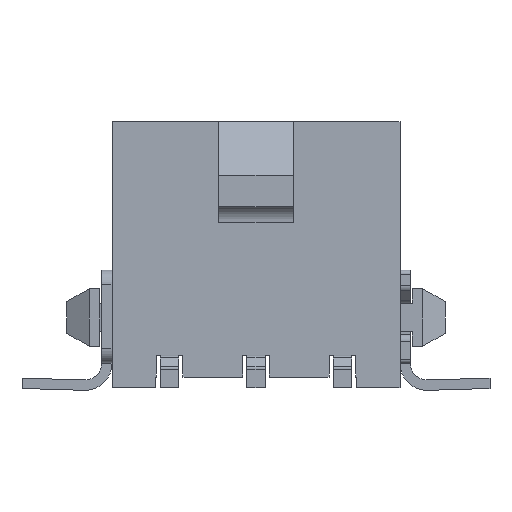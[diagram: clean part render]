
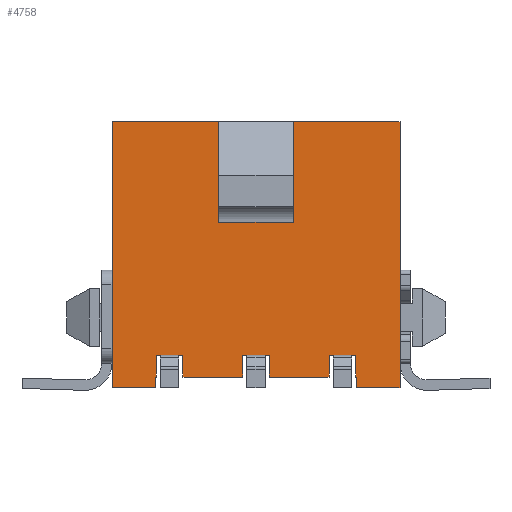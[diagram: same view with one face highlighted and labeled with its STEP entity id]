
A CAD part, front view. The second image highlights one B-rep face of the part: STEP entity #4758.
In plain terms, the highlighted planar face has unit normal (0, -1, 0).
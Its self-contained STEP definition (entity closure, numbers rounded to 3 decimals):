
#157=DIRECTION('',(0.,0.,-1.));
#158=VECTOR('',#157,9.24);
#159=CARTESIAN_POINT('',(-5.,-1.93,0.));
#160=LINE('',#159,#158);
#467=DIRECTION('',(0.,0.,-1.));
#468=VECTOR('',#467,9.24);
#469=CARTESIAN_POINT('',(5.,-1.93,0.));
#470=LINE('',#469,#468);
#988=DIRECTION('',(1.,0.,0.));
#989=VECTOR('',#988,0.64);
#990=CARTESIAN_POINT('',(-3.32,-1.93,-8.11));
#991=LINE('',#990,#989);
#992=DIRECTION('',(1.,0.,0.));
#993=VECTOR('',#992,0.145);
#994=CARTESIAN_POINT('',(-3.465,-1.93,-8.11));
#995=LINE('',#994,#993);
#996=DIRECTION('',(0.,0.,1.));
#997=VECTOR('',#996,0.76);
#998=CARTESIAN_POINT('',(-3.465,-1.93,-8.87));
#999=LINE('',#998,#997);
#1000=DIRECTION('',(1.,0.,0.));
#1001=VECTOR('',#1000,0.039);
#1002=CARTESIAN_POINT('',(-3.504,-1.93,-8.87));
#1003=LINE('',#1002,#1001);
#1004=DIRECTION('',(0.,0.,1.));
#1005=VECTOR('',#1004,0.37);
#1006=CARTESIAN_POINT('',(-3.504,-1.93,-9.24));
#1007=LINE('',#1006,#1005);
#1008=DIRECTION('',(1.,0.,0.));
#1009=VECTOR('',#1008,3.7);
#1010=CARTESIAN_POINT('',(-5.,-1.93,0.));
#1011=LINE('',#1010,#1009);
#1012=DIRECTION('',(0.,0.,-1.));
#1013=VECTOR('',#1012,3.491);
#1014=CARTESIAN_POINT('',(-1.3,-1.93,0.));
#1015=LINE('',#1014,#1013);
#1016=DIRECTION('',(1.,0.,0.));
#1017=VECTOR('',#1016,2.6);
#1018=CARTESIAN_POINT('',(-1.3,-1.93,-3.491));
#1019=LINE('',#1018,#1017);
#1020=DIRECTION('',(0.,0.,-1.));
#1021=VECTOR('',#1020,3.491);
#1022=CARTESIAN_POINT('',(1.3,-1.93,0.));
#1023=LINE('',#1022,#1021);
#1024=DIRECTION('',(1.,0.,0.));
#1025=VECTOR('',#1024,3.7);
#1026=CARTESIAN_POINT('',(1.3,-1.93,0.));
#1027=LINE('',#1026,#1025);
#1028=DIRECTION('',(0.,0.,1.));
#1029=VECTOR('',#1028,0.37);
#1030=CARTESIAN_POINT('',(3.504,-1.93,-9.24));
#1031=LINE('',#1030,#1029);
#1032=DIRECTION('',(1.,0.,0.));
#1033=VECTOR('',#1032,0.039);
#1034=CARTESIAN_POINT('',(3.465,-1.93,-8.87));
#1035=LINE('',#1034,#1033);
#1036=DIRECTION('',(0.,0.,-1.));
#1037=VECTOR('',#1036,0.76);
#1038=CARTESIAN_POINT('',(3.465,-1.93,-8.11));
#1039=LINE('',#1038,#1037);
#1040=DIRECTION('',(1.,0.,0.));
#1041=VECTOR('',#1040,0.145);
#1042=CARTESIAN_POINT('',(3.32,-1.93,-8.11));
#1043=LINE('',#1042,#1041);
#1044=DIRECTION('',(1.,0.,0.));
#1045=VECTOR('',#1044,0.64);
#1046=CARTESIAN_POINT('',(2.68,-1.93,-8.11));
#1047=LINE('',#1046,#1045);
#1048=DIRECTION('',(1.,0.,0.));
#1049=VECTOR('',#1048,0.145);
#1050=CARTESIAN_POINT('',(2.535,-1.93,-8.11));
#1051=LINE('',#1050,#1049);
#1052=DIRECTION('',(0.,0.,1.));
#1053=VECTOR('',#1052,0.76);
#1054=CARTESIAN_POINT('',(2.535,-1.93,-8.87));
#1055=LINE('',#1054,#1053);
#1056=DIRECTION('',(1.,0.,0.));
#1057=VECTOR('',#1056,2.07);
#1058=CARTESIAN_POINT('',(0.465,-1.93,-8.87));
#1059=LINE('',#1058,#1057);
#1060=DIRECTION('',(0.,0.,-1.));
#1061=VECTOR('',#1060,0.76);
#1062=CARTESIAN_POINT('',(0.465,-1.93,-8.11));
#1063=LINE('',#1062,#1061);
#1064=DIRECTION('',(1.,0.,0.));
#1065=VECTOR('',#1064,0.145);
#1066=CARTESIAN_POINT('',(0.32,-1.93,-8.11));
#1067=LINE('',#1066,#1065);
#1068=DIRECTION('',(1.,0.,0.));
#1069=VECTOR('',#1068,0.64);
#1070=CARTESIAN_POINT('',(-0.32,-1.93,-8.11));
#1071=LINE('',#1070,#1069);
#1072=DIRECTION('',(1.,0.,0.));
#1073=VECTOR('',#1072,0.145);
#1074=CARTESIAN_POINT('',(-0.465,-1.93,-8.11));
#1075=LINE('',#1074,#1073);
#1076=DIRECTION('',(0.,0.,1.));
#1077=VECTOR('',#1076,0.76);
#1078=CARTESIAN_POINT('',(-0.465,-1.93,-8.87));
#1079=LINE('',#1078,#1077);
#1080=DIRECTION('',(1.,0.,0.));
#1081=VECTOR('',#1080,2.07);
#1082=CARTESIAN_POINT('',(-2.535,-1.93,-8.87));
#1083=LINE('',#1082,#1081);
#1084=DIRECTION('',(0.,0.,-1.));
#1085=VECTOR('',#1084,0.76);
#1086=CARTESIAN_POINT('',(-2.535,-1.93,-8.11));
#1087=LINE('',#1086,#1085);
#1088=DIRECTION('',(1.,0.,0.));
#1089=VECTOR('',#1088,0.145);
#1090=CARTESIAN_POINT('',(-2.68,-1.93,-8.11));
#1091=LINE('',#1090,#1089);
#1834=DIRECTION('',(1.,0.,0.));
#1835=VECTOR('',#1834,1.496);
#1836=CARTESIAN_POINT('',(-5.,-1.93,-9.24));
#1837=LINE('',#1836,#1835);
#1842=DIRECTION('',(1.,0.,0.));
#1843=VECTOR('',#1842,1.496);
#1844=CARTESIAN_POINT('',(3.504,-1.93,-9.24));
#1845=LINE('',#1844,#1843);
#2627=CARTESIAN_POINT('',(-5.,-1.93,0.));
#2629=VERTEX_POINT('',#2627);
#2630=CARTESIAN_POINT('',(-5.,-1.93,-9.24));
#2631=VERTEX_POINT('',#2630);
#2639=CARTESIAN_POINT('',(5.,-1.93,0.));
#2641=VERTEX_POINT('',#2639);
#2642=CARTESIAN_POINT('',(5.,-1.93,-9.24));
#2643=VERTEX_POINT('',#2642);
#2650=CARTESIAN_POINT('',(-3.504,-1.93,-9.24));
#2651=CARTESIAN_POINT('',(-3.504,-1.93,-8.87));
#2652=VERTEX_POINT('',#2650);
#2653=VERTEX_POINT('',#2651);
#2654=CARTESIAN_POINT('',(3.504,-1.93,-9.24));
#2655=CARTESIAN_POINT('',(3.504,-1.93,-8.87));
#2656=VERTEX_POINT('',#2654);
#2657=VERTEX_POINT('',#2655);
#2706=CARTESIAN_POINT('',(3.465,-1.93,-8.87));
#2707=VERTEX_POINT('',#2706);
#2722=CARTESIAN_POINT('',(2.68,-1.93,-8.11));
#2724=VERTEX_POINT('',#2722);
#2726=CARTESIAN_POINT('',(3.32,-1.93,-8.11));
#2728=VERTEX_POINT('',#2726);
#2746=CARTESIAN_POINT('',(-0.32,-1.93,-8.11));
#2748=VERTEX_POINT('',#2746);
#2750=CARTESIAN_POINT('',(0.32,-1.93,-8.11));
#2752=VERTEX_POINT('',#2750);
#2990=CARTESIAN_POINT('',(-1.3,-1.93,0.));
#2991=CARTESIAN_POINT('',(1.3,-1.93,0.));
#2992=VERTEX_POINT('',#2990);
#2993=VERTEX_POINT('',#2991);
#2994=CARTESIAN_POINT('',(-1.3,-1.93,-3.491));
#2995=VERTEX_POINT('',#2994);
#2996=CARTESIAN_POINT('',(1.3,-1.93,-3.491));
#2997=VERTEX_POINT('',#2996);
#3150=CARTESIAN_POINT('',(2.535,-1.93,-8.87));
#3151=CARTESIAN_POINT('',(2.535,-1.93,-8.11));
#3152=VERTEX_POINT('',#3150);
#3153=VERTEX_POINT('',#3151);
#3154=CARTESIAN_POINT('',(3.465,-1.93,-8.11));
#3155=VERTEX_POINT('',#3154);
#3190=CARTESIAN_POINT('',(-0.465,-1.93,-8.87));
#3191=CARTESIAN_POINT('',(-0.465,-1.93,-8.11));
#3192=VERTEX_POINT('',#3190);
#3193=VERTEX_POINT('',#3191);
#3194=CARTESIAN_POINT('',(0.465,-1.93,-8.11));
#3195=CARTESIAN_POINT('',(0.465,-1.93,-8.87));
#3196=VERTEX_POINT('',#3194);
#3197=VERTEX_POINT('',#3195);
#3314=CARTESIAN_POINT('',(-3.465,-1.93,-8.87));
#3315=CARTESIAN_POINT('',(-3.465,-1.93,-8.11));
#3316=VERTEX_POINT('',#3314);
#3317=VERTEX_POINT('',#3315);
#3318=CARTESIAN_POINT('',(-2.535,-1.93,-8.11));
#3319=CARTESIAN_POINT('',(-2.535,-1.93,-8.87));
#3320=VERTEX_POINT('',#3318);
#3321=VERTEX_POINT('',#3319);
#3414=CARTESIAN_POINT('',(-3.32,-1.93,-8.11));
#3415=CARTESIAN_POINT('',(-2.68,-1.93,-8.11));
#3416=VERTEX_POINT('',#3414);
#3417=VERTEX_POINT('',#3415);
#4694=CARTESIAN_POINT('',(-5.,-1.93,0.));
#4695=DIRECTION('',(0.,-1.,0.));
#4696=DIRECTION('',(0.,0.,-1.));
#4697=AXIS2_PLACEMENT_3D('',#4694,#4695,#4696);
#4698=PLANE('',#4697);
#4700=ORIENTED_EDGE('',*,*,#4699,.F.);
#4702=ORIENTED_EDGE('',*,*,#4701,.F.);
#4704=ORIENTED_EDGE('',*,*,#4703,.F.);
#4706=ORIENTED_EDGE('',*,*,#4705,.F.);
#4708=ORIENTED_EDGE('',*,*,#4707,.F.);
#4710=ORIENTED_EDGE('',*,*,#4709,.F.);
#4711=ORIENTED_EDGE('',*,*,#3475,.F.);
#4713=ORIENTED_EDGE('',*,*,#4712,.T.);
#4715=ORIENTED_EDGE('',*,*,#4714,.T.);
#4717=ORIENTED_EDGE('',*,*,#4716,.T.);
#4719=ORIENTED_EDGE('',*,*,#4718,.F.);
#4721=ORIENTED_EDGE('',*,*,#4720,.T.);
#4722=ORIENTED_EDGE('',*,*,#3856,.T.);
#4724=ORIENTED_EDGE('',*,*,#4723,.F.);
#4726=ORIENTED_EDGE('',*,*,#4725,.T.);
#4728=ORIENTED_EDGE('',*,*,#4727,.F.);
#4730=ORIENTED_EDGE('',*,*,#4729,.F.);
#4732=ORIENTED_EDGE('',*,*,#4731,.F.);
#4734=ORIENTED_EDGE('',*,*,#4733,.F.);
#4736=ORIENTED_EDGE('',*,*,#4735,.F.);
#4738=ORIENTED_EDGE('',*,*,#4737,.F.);
#4740=ORIENTED_EDGE('',*,*,#4739,.F.);
#4741=ORIENTED_EDGE('',*,*,#4668,.F.);
#4743=ORIENTED_EDGE('',*,*,#4742,.F.);
#4745=ORIENTED_EDGE('',*,*,#4744,.F.);
#4747=ORIENTED_EDGE('',*,*,#4746,.F.);
#4749=ORIENTED_EDGE('',*,*,#4748,.F.);
#4751=ORIENTED_EDGE('',*,*,#4750,.F.);
#4753=ORIENTED_EDGE('',*,*,#4752,.F.);
#4755=ORIENTED_EDGE('',*,*,#4754,.F.);
#4756=EDGE_LOOP('',(#4700,#4702,#4704,#4706,#4708,#4710,#4711,#4713,#4715,#4717,
#4719,#4721,#4722,#4724,#4726,#4728,#4730,#4732,#4734,#4736,#4738,#4740,#4741,
#4743,#4745,#4747,#4749,#4751,#4753,#4755));
#4757=FACE_OUTER_BOUND('',#4756,.F.);
#4758=ADVANCED_FACE('',(#4757),#4698,.T.);
#3475=EDGE_CURVE('',#2629,#2631,#160,.T.);
#3856=EDGE_CURVE('',#2641,#2643,#470,.T.);
#4668=EDGE_CURVE('',#3196,#3197,#1063,.T.);
#4699=EDGE_CURVE('',#3416,#3417,#991,.T.);
#4701=EDGE_CURVE('',#3317,#3416,#995,.T.);
#4703=EDGE_CURVE('',#3316,#3317,#999,.T.);
#4705=EDGE_CURVE('',#2653,#3316,#1003,.T.);
#4707=EDGE_CURVE('',#2652,#2653,#1007,.T.);
#4709=EDGE_CURVE('',#2631,#2652,#1837,.T.);
#4712=EDGE_CURVE('',#2629,#2992,#1011,.T.);
#4714=EDGE_CURVE('',#2992,#2995,#1015,.T.);
#4716=EDGE_CURVE('',#2995,#2997,#1019,.T.);
#4718=EDGE_CURVE('',#2993,#2997,#1023,.T.);
#4720=EDGE_CURVE('',#2993,#2641,#1027,.T.);
#4723=EDGE_CURVE('',#2656,#2643,#1845,.T.);
#4725=EDGE_CURVE('',#2656,#2657,#1031,.T.);
#4727=EDGE_CURVE('',#2707,#2657,#1035,.T.);
#4729=EDGE_CURVE('',#3155,#2707,#1039,.T.);
#4731=EDGE_CURVE('',#2728,#3155,#1043,.T.);
#4733=EDGE_CURVE('',#2724,#2728,#1047,.T.);
#4735=EDGE_CURVE('',#3153,#2724,#1051,.T.);
#4737=EDGE_CURVE('',#3152,#3153,#1055,.T.);
#4739=EDGE_CURVE('',#3197,#3152,#1059,.T.);
#4742=EDGE_CURVE('',#2752,#3196,#1067,.T.);
#4744=EDGE_CURVE('',#2748,#2752,#1071,.T.);
#4746=EDGE_CURVE('',#3193,#2748,#1075,.T.);
#4748=EDGE_CURVE('',#3192,#3193,#1079,.T.);
#4750=EDGE_CURVE('',#3321,#3192,#1083,.T.);
#4752=EDGE_CURVE('',#3320,#3321,#1087,.T.);
#4754=EDGE_CURVE('',#3417,#3320,#1091,.T.);
